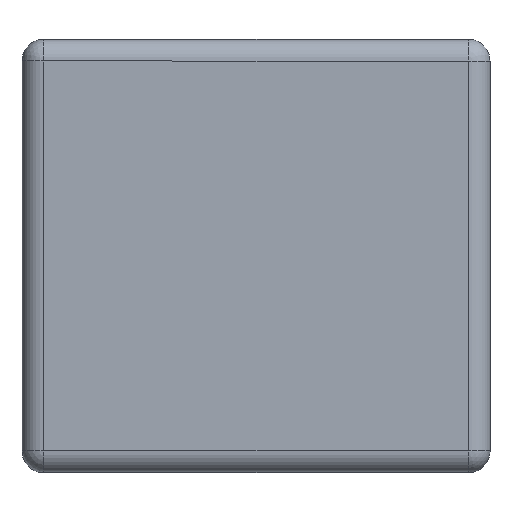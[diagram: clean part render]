
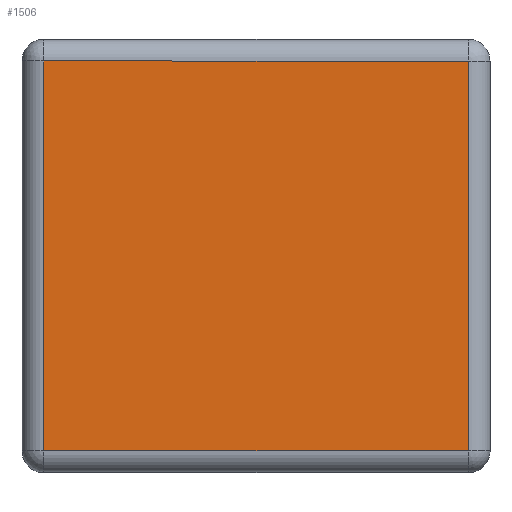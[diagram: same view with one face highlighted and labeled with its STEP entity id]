
A CAD part, left-side view. The second image highlights one B-rep face of the part: STEP entity #1506.
In plain terms, the highlighted planar face has unit normal (-1, 0, 0).
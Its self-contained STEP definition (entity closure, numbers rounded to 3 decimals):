
#207=FACE_OUTER_BOUND('',#303,.T.);
#303=EDGE_LOOP('',(#1376,#1377,#1378,#1379));
#388=LINE('',#3001,#490);
#392=LINE('',#3010,#494);
#396=LINE('',#3019,#498);
#398=LINE('',#3022,#500);
#490=VECTOR('',#1811,10.);
#494=VECTOR('',#1821,10.);
#498=VECTOR('',#1831,10.);
#500=VECTOR('',#1835,10.);
#720=VERTEX_POINT('',#2973);
#725=VERTEX_POINT('',#2983);
#726=VERTEX_POINT('',#2987);
#729=VERTEX_POINT('',#2994);
#932=EDGE_CURVE('',#729,#725,#388,.T.);
#937=EDGE_CURVE('',#726,#729,#392,.T.);
#942=EDGE_CURVE('',#720,#726,#396,.T.);
#944=EDGE_CURVE('',#725,#720,#398,.T.);
#1376=ORIENTED_EDGE('',*,*,#932,.F.);
#1377=ORIENTED_EDGE('',*,*,#937,.F.);
#1378=ORIENTED_EDGE('',*,*,#942,.F.);
#1379=ORIENTED_EDGE('',*,*,#944,.F.);
#1412=PLANE('',#1617);
#1506=ADVANCED_FACE('',(#207),#1412,.F.);
#1617=AXIS2_PLACEMENT_3D('',#3043,#1859,#1860);
#1811=DIRECTION('',(0.,-1.,0.));
#1821=DIRECTION('',(0.,0.,1.));
#1831=DIRECTION('',(0.,1.,0.));
#1835=DIRECTION('',(0.,0.,-1.));
#1859=DIRECTION('center_axis',(1.,0.,0.));
#1860=DIRECTION('ref_axis',(0.,0.,-1.));
#2973=CARTESIAN_POINT('',(0.,0.063,-1.188));
#2983=CARTESIAN_POINT('',(0.,0.063,-0.063));
#2987=CARTESIAN_POINT('',(0.,1.288,-1.188));
#2994=CARTESIAN_POINT('',(0.,1.288,-0.063));
#3001=CARTESIAN_POINT('',(0.,1.013,-0.063));
#3010=CARTESIAN_POINT('',(0.,1.288,-0.938));
#3019=CARTESIAN_POINT('',(0.,0.338,-1.188));
#3022=CARTESIAN_POINT('',(0.,0.063,-0.313));
#3043=CARTESIAN_POINT('Origin',(0.,0.675,-0.625));
